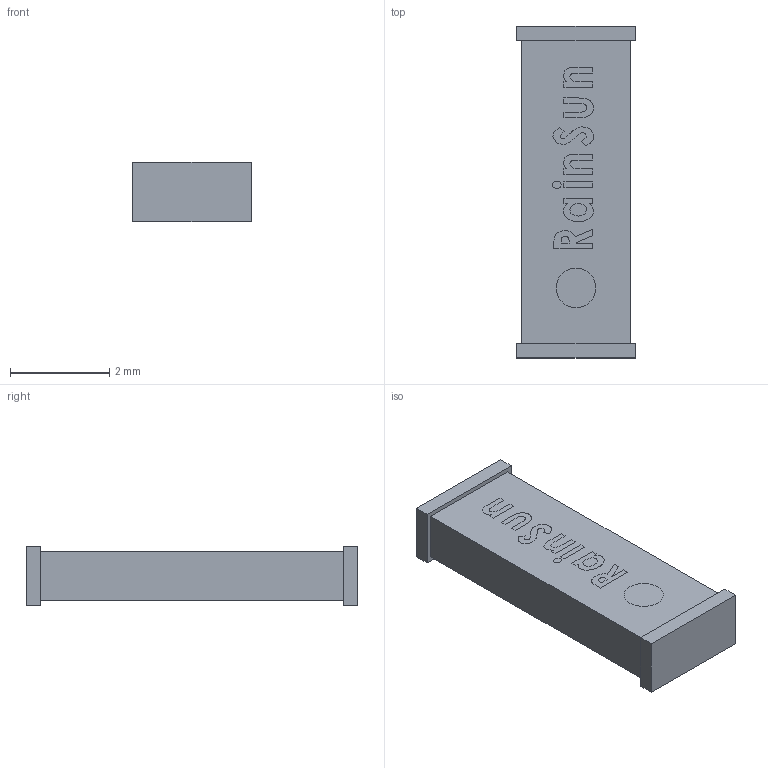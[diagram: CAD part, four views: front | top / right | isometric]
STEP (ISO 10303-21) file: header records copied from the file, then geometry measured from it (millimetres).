
FILE_DESCRIPTION(('STEP AP203'), '1');
FILE_NAME('RainSun_AN6520', '', ('UNSPECIFIED'), ('UNSPECIFIED'), 'ASCON STEP Converter 1.6', 'ASCON Math Kernel', '');
FILE_SCHEMA(('CONFIG_CONTROL_DESIGN'));
Length unit declared in the file: millimetre
Assembly tree (4 placements, depth 2):
  (unnamed)
    (unnamed)
    (unnamed)
    (unnamed)  x2
Bounding box: 2.4 x 6.7 x 1.2 mm (x, y, z)
Volume: 15.1 mm3; surface area: 72 mm2
Topology: 12 solids, 12 shells, 477 faces, 1320 edges, 880 vertices
Faces by surface type: plane 343, cylinder 134
Full cylindrical faces by diameter (mm): 0.8 x2
Entity records: 18868 total; most frequent: CARTESIAN_POINT 2629, ORIENTED_EDGE 2588, DIRECTION 2504, EDGE_CURVE 1294, LINE 1026, VECTOR 1026, VERTEX_POINT 864, AXIS2_PLACEMENT_3D 739
